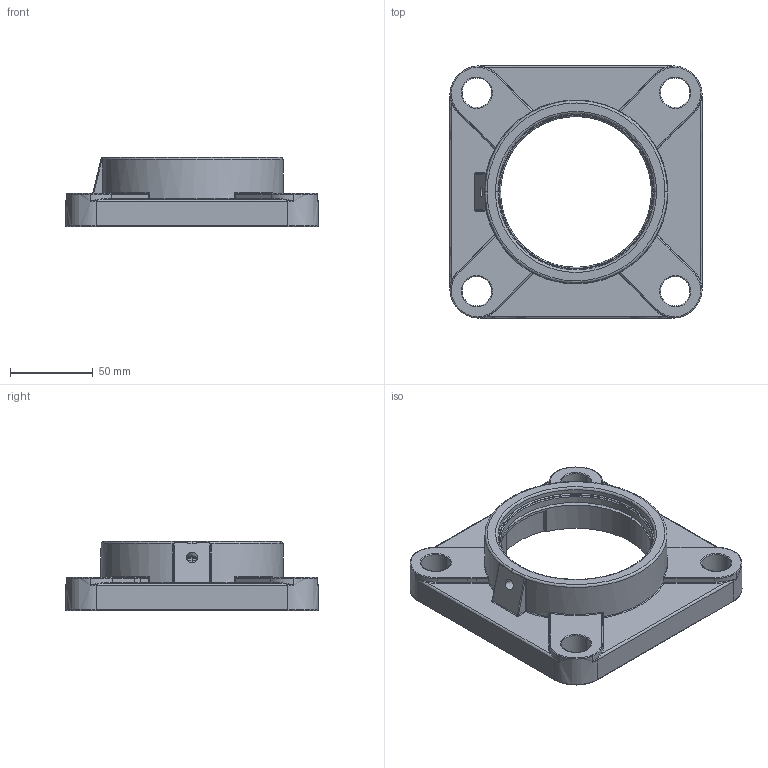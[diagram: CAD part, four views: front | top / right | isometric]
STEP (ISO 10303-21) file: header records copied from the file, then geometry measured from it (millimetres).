
FILE_DESCRIPTION(('FreeCAD Model'),'2;1');
FILE_NAME('Open CASCADE Shape Model','2025-05-04T16:53:50',('FreeCAD'),( 'FreeCAD'),'Open CASCADE STEP processor 7.6','FreeCAD','Unknown');
FILE_SCHEMA(('AUTOMOTIVE_DESIGN { 1 0 10303 214 1 1 1 1 }'));
Length unit declared in the file: millimetre
Products named in the file (1): Open CASCADE STEP translator 7.6 1
Bounding box: 152.52 x 152.52 x 41.69 mm (x, y, z)
Volume: 221998.3 mm3; surface area: 71118.4 mm2
Topology: 1 solids, 1 shells, 278 faces, 682 edges, 380 vertices
Faces by surface type: bspline 278
Entity records: 10638 total; most frequent: CARTESIAN_POINT 6962, ORIENTED_EDGE 1310, EDGE_CURVE 655, VERTEX_POINT 380, B_SPLINE_CURVE_WITH_KNOTS 369, FACE_BOUND 291, EDGE_LOOP 291, ADVANCED_FACE 278
